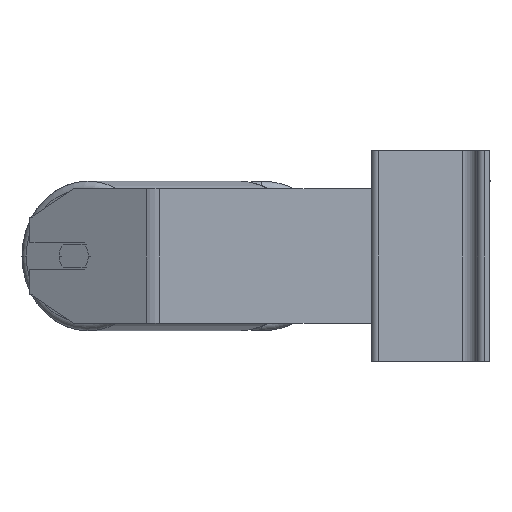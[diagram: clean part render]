
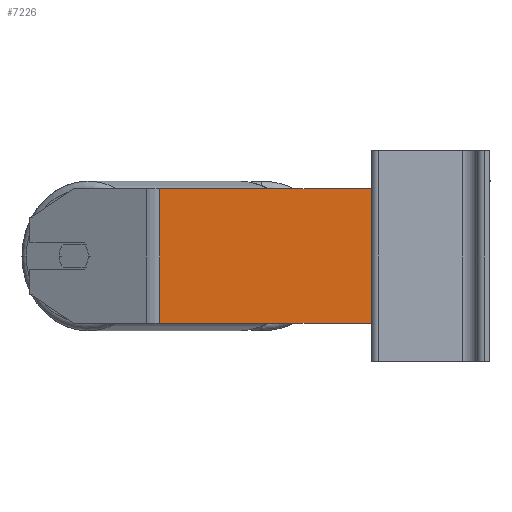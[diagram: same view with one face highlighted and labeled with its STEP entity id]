
A CAD part, left-side view. The second image highlights one B-rep face of the part: STEP entity #7226.
In plain terms, the highlighted planar face has unit normal (-1, 0, 0).
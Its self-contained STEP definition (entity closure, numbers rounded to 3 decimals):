
#53 = CARTESIAN_POINT ( 'NONE',  ( -338., 18., -40. ) ) ;
#248 = CARTESIAN_POINT ( 'NONE',  ( -338., 148.021, 40. ) ) ;
#739 = EDGE_LOOP ( 'NONE', ( #938, #1219, #9967, #9254 ) ) ;
#813 = VECTOR ( 'NONE', #6444, 1000. ) ;
#871 = CARTESIAN_POINT ( 'NONE',  ( -338., 18., 40. ) ) ;
#938 = ORIENTED_EDGE ( 'NONE', *, *, #2870, .T. ) ;
#1118 = CARTESIAN_POINT ( 'NONE',  ( -338., 148.021, 40. ) ) ;
#1219 = ORIENTED_EDGE ( 'NONE', *, *, #3743, .F. ) ;
#1712 = CARTESIAN_POINT ( 'NONE',  ( -338., 143.733, 40. ) ) ;
#1754 = LINE ( 'NONE', #10042, #7282 ) ;
#1831 = LINE ( 'NONE', #2584, #3201 ) ;
#1965 = DIRECTION ( 'NONE',  ( 0., -1., 0. ) ) ;
#2391 = EDGE_CURVE ( 'NONE', #8805, #9786, #3316, .T. ) ;
#2584 = CARTESIAN_POINT ( 'NONE',  ( -338., 18., 40. ) ) ;
#2774 = VERTEX_POINT ( 'NONE', #53 ) ;
#2870 = EDGE_CURVE ( 'NONE', #9786, #2774, #1754, .T. ) ;
#3170 = VERTEX_POINT ( 'NONE', #871 ) ;
#3201 = VECTOR ( 'NONE', #9062, 1000. ) ;
#3316 = LINE ( 'NONE', #1712, #813 ) ;
#3423 = EDGE_CURVE ( 'NONE', #8805, #3170, #6524, .T. ) ;
#3566 = FACE_OUTER_BOUND ( 'NONE', #739, .T. ) ;
#3743 = EDGE_CURVE ( 'NONE', #3170, #2774, #1831, .T. ) ;
#6120 = AXIS2_PLACEMENT_3D ( 'NONE', #1118, #8451, #8400 ) ;
#6408 = VECTOR ( 'NONE', #9769, 1000. ) ;
#6444 = DIRECTION ( 'NONE',  ( 0., 0., -1. ) ) ;
#6524 = LINE ( 'NONE', #248, #6408 ) ;
#6691 = CARTESIAN_POINT ( 'NONE',  ( -338., 143.733, 40. ) ) ;
#6806 = PLANE ( 'NONE',  #6120 ) ;
#7226 = ADVANCED_FACE ( 'NONE', ( #3566 ), #6806, .F. ) ;
#7282 = VECTOR ( 'NONE', #1965, 1000. ) ;
#7436 = CARTESIAN_POINT ( 'NONE',  ( -338., 143.733, -40. ) ) ;
#8400 = DIRECTION ( 'NONE',  ( 0., 1., 0. ) ) ;
#8451 = DIRECTION ( 'NONE',  ( 1., 0., 0. ) ) ;
#8805 = VERTEX_POINT ( 'NONE', #6691 ) ;
#9062 = DIRECTION ( 'NONE',  ( 0., 0., -1. ) ) ;
#9254 = ORIENTED_EDGE ( 'NONE', *, *, #2391, .T. ) ;
#9769 = DIRECTION ( 'NONE',  ( 0., -1., 0. ) ) ;
#9786 = VERTEX_POINT ( 'NONE', #7436 ) ;
#9967 = ORIENTED_EDGE ( 'NONE', *, *, #3423, .F. ) ;
#10042 = CARTESIAN_POINT ( 'NONE',  ( -338., 148.021, -40. ) ) ;
